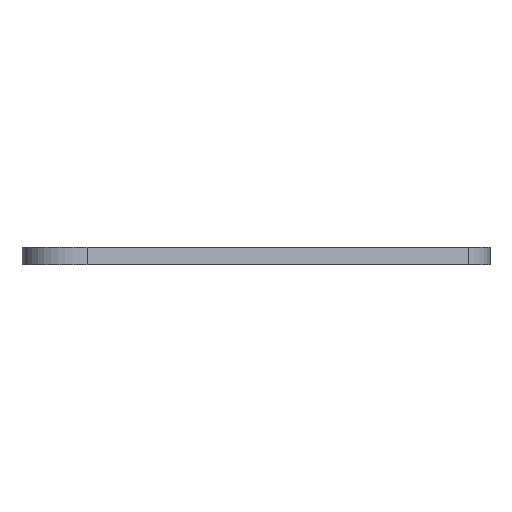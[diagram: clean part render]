
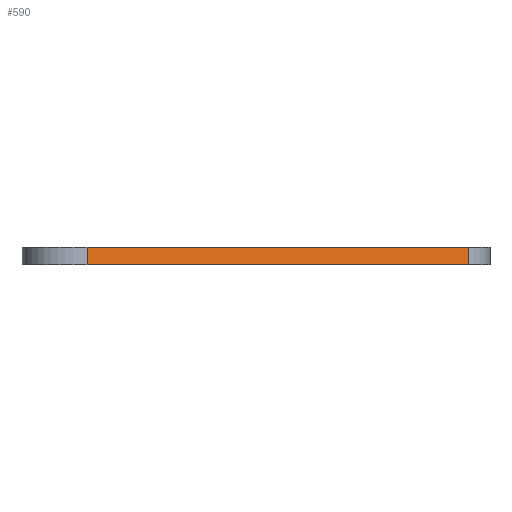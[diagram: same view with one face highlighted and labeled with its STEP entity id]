
A CAD part, front view. The second image highlights one B-rep face of the part: STEP entity #590.
In plain terms, the highlighted planar face has unit normal (0.5, -0.866, 0).
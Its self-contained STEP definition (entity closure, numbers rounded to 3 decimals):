
#11 = DIRECTION ( 'NONE',  ( -0.5, 0.866, 0. ) ) ;
#99 = ORIENTED_EDGE ( 'NONE', *, *, #658, .T. ) ;
#100 = VECTOR ( 'NONE', #497, 1000. ) ;
#128 = ORIENTED_EDGE ( 'NONE', *, *, #630, .T. ) ;
#139 = CARTESIAN_POINT ( 'NONE',  ( -12.13, -29.67, 2. ) ) ;
#141 = EDGE_CURVE ( 'NONE', #312, #267, #616, .T. ) ;
#201 = DIRECTION ( 'NONE',  ( 0., 0., -1. ) ) ;
#203 = CARTESIAN_POINT ( 'NONE',  ( -12.13, -29.67, 2. ) ) ;
#206 = ORIENTED_EDGE ( 'NONE', *, *, #503, .F. ) ;
#212 = LINE ( 'NONE', #511, #580 ) ;
#254 = CARTESIAN_POINT ( 'NONE',  ( 31.76, -4.33, 2. ) ) ;
#266 = CARTESIAN_POINT ( 'NONE',  ( 31.76, -4.33, 0. ) ) ;
#267 = VERTEX_POINT ( 'NONE', #266 ) ;
#295 = PLANE ( 'NONE',  #712 ) ;
#297 = DIRECTION ( 'NONE',  ( 0., 0., 1. ) ) ;
#312 = VERTEX_POINT ( 'NONE', #706 ) ;
#423 = DIRECTION ( 'NONE',  ( 0.866, 0.5, 0. ) ) ;
#438 = VECTOR ( 'NONE', #423, 1000. ) ;
#478 = ORIENTED_EDGE ( 'NONE', *, *, #141, .T. ) ;
#497 = DIRECTION ( 'NONE',  ( 0.866, 0.5, 0. ) ) ;
#503 = EDGE_CURVE ( 'NONE', #688, #710, #648, .T. ) ;
#511 = CARTESIAN_POINT ( 'NONE',  ( 31.76, -4.33, 2. ) ) ;
#515 = DIRECTION ( 'NONE',  ( -0.866, -0.5, 0. ) ) ;
#531 = LINE ( 'NONE', #203, #664 ) ;
#532 = CARTESIAN_POINT ( 'NONE',  ( -19.63, -34., 0. ) ) ;
#580 = VECTOR ( 'NONE', #297, 1000. ) ;
#590 = ADVANCED_FACE ( 'NONE', ( #717 ), #295, .F. ) ;
#599 = CARTESIAN_POINT ( 'NONE',  ( -19.63, -34., 2. ) ) ;
#616 = LINE ( 'NONE', #532, #438 ) ;
#630 = EDGE_CURVE ( 'NONE', #267, #710, #212, .T. ) ;
#648 = LINE ( 'NONE', #599, #100 ) ;
#658 = EDGE_CURVE ( 'NONE', #688, #312, #531, .T. ) ;
#664 = VECTOR ( 'NONE', #201, 1000. ) ;
#675 = CARTESIAN_POINT ( 'NONE',  ( -19.63, -34., 2. ) ) ;
#676 = EDGE_LOOP ( 'NONE', ( #478, #128, #206, #99 ) ) ;
#688 = VERTEX_POINT ( 'NONE', #139 ) ;
#706 = CARTESIAN_POINT ( 'NONE',  ( -12.13, -29.67, 0. ) ) ;
#710 = VERTEX_POINT ( 'NONE', #254 ) ;
#712 = AXIS2_PLACEMENT_3D ( 'NONE', #675, #11, #515 ) ;
#717 = FACE_OUTER_BOUND ( 'NONE', #676, .T. ) ;
